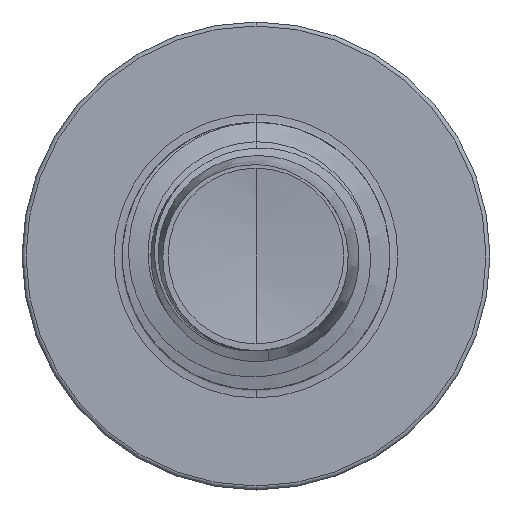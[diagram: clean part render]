
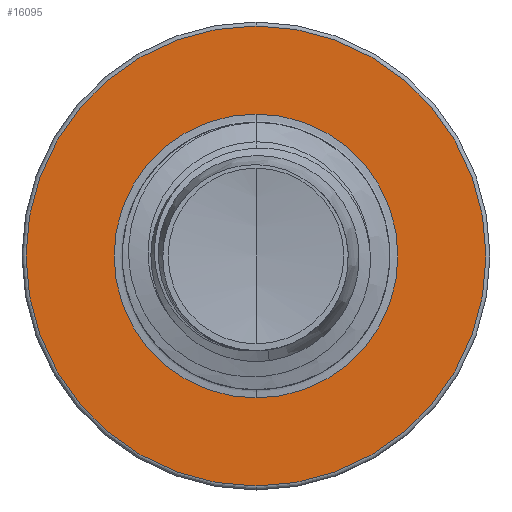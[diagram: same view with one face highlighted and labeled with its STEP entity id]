
A CAD part, front view. The second image highlights one B-rep face of the part: STEP entity #16095.
In plain terms, the highlighted planar face has unit normal (0, -1, 0).
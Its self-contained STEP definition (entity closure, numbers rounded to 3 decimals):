
#868 = CIRCLE ( 'NONE', #39732, 3.186 ) ;
#3232 = FACE_OUTER_BOUND ( 'NONE', #23411, .T. ) ;
#3810 = EDGE_CURVE ( 'NONE', #15708, #14449, #54595, .T. ) ;
#8989 = CARTESIAN_POINT ( 'NONE',  ( 0., 37.5, 0. ) ) ;
#11530 = ORIENTED_EDGE ( 'NONE', *, *, #56488, .F. ) ;
#12044 = ORIENTED_EDGE ( 'NONE', *, *, #3810, .F. ) ;
#12291 = ORIENTED_EDGE ( 'NONE', *, *, #14010, .T. ) ;
#13544 = ORIENTED_EDGE ( 'NONE', *, *, #55770, .T. ) ;
#14010 = EDGE_CURVE ( 'NONE', #14513, #19343, #868, .T. ) ;
#14070 = DIRECTION ( 'NONE',  ( 0., 0., 1. ) ) ;
#14449 = VERTEX_POINT ( 'NONE', #19303 ) ;
#14513 = VERTEX_POINT ( 'NONE', #29339 ) ;
#15708 = VERTEX_POINT ( 'NONE', #21808 ) ;
#16095 = ADVANCED_FACE ( 'NONE', ( #3232, #54238 ), #57779, .F. ) ;
#18753 = CARTESIAN_POINT ( 'NONE',  ( 0., 37.5, -3.186 ) ) ;
#19303 = CARTESIAN_POINT ( 'NONE',  ( 0., 37.5, 5.16 ) ) ;
#19343 = VERTEX_POINT ( 'NONE', #23359 ) ;
#20940 = CARTESIAN_POINT ( 'NONE',  ( 0., 37.5, 0. ) ) ;
#21808 = CARTESIAN_POINT ( 'NONE',  ( 0., 37.5, -5.16 ) ) ;
#23359 = CARTESIAN_POINT ( 'NONE',  ( 0., 37.5, -3.186 ) ) ;
#23411 = EDGE_LOOP ( 'NONE', ( #11530, #12044 ) ) ;
#26049 = AXIS2_PLACEMENT_3D ( 'NONE', #20940, #28619, #26185 ) ;
#26185 = DIRECTION ( 'NONE',  ( 0., 0., 1. ) ) ;
#26287 = DIRECTION ( 'NONE',  ( 0., 1., 0. ) ) ;
#28619 = DIRECTION ( 'NONE',  ( 0., 1., 0. ) ) ;
#29339 = CARTESIAN_POINT ( 'NONE',  ( 0., 37.5, 3.186 ) ) ;
#29774 = DIRECTION ( 'NONE',  ( 0., 1., 0. ) ) ;
#33744 = DIRECTION ( 'NONE',  ( 0., 0., 1. ) ) ;
#35050 = EDGE_LOOP ( 'NONE', ( #12291, #13544 ) ) ;
#39732 = AXIS2_PLACEMENT_3D ( 'NONE', #8989, #43688, #14070 ) ;
#43688 = DIRECTION ( 'NONE',  ( 0., 1., 0. ) ) ;
#44606 = AXIS2_PLACEMENT_3D ( 'NONE', #58723, #29774, #63581 ) ;
#45038 = AXIS2_PLACEMENT_3D ( 'NONE', #18753, #62620, #33744 ) ;
#50879 = CIRCLE ( 'NONE', #57411, 5.16 ) ;
#53817 = CIRCLE ( 'NONE', #44606, 3.186 ) ;
#54238 = FACE_BOUND ( 'NONE', #35050, .T. ) ;
#54595 = CIRCLE ( 'NONE', #26049, 5.16 ) ;
#55422 = CARTESIAN_POINT ( 'NONE',  ( 0., 37.5, 0. ) ) ;
#55770 = EDGE_CURVE ( 'NONE', #19343, #14513, #53817, .T. ) ;
#56488 = EDGE_CURVE ( 'NONE', #14449, #15708, #50879, .T. ) ;
#57411 = AXIS2_PLACEMENT_3D ( 'NONE', #55422, #26287, #60184 ) ;
#57779 = PLANE ( 'NONE',  #45038 ) ;
#58723 = CARTESIAN_POINT ( 'NONE',  ( 0., 37.5, 0. ) ) ;
#60184 = DIRECTION ( 'NONE',  ( 0., 0., 1. ) ) ;
#62620 = DIRECTION ( 'NONE',  ( 0., 1., 0. ) ) ;
#63581 = DIRECTION ( 'NONE',  ( 0., 0., 1. ) ) ;
